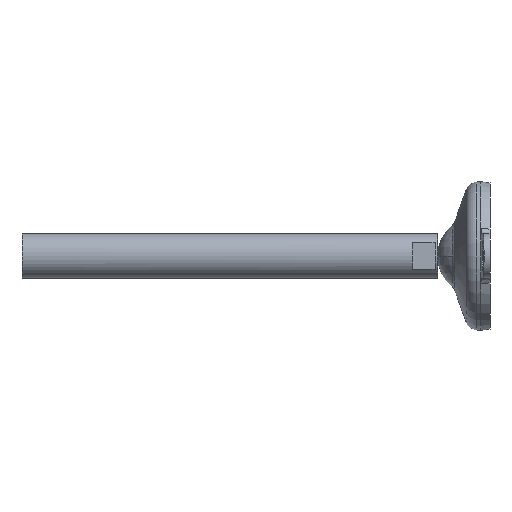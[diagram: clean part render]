
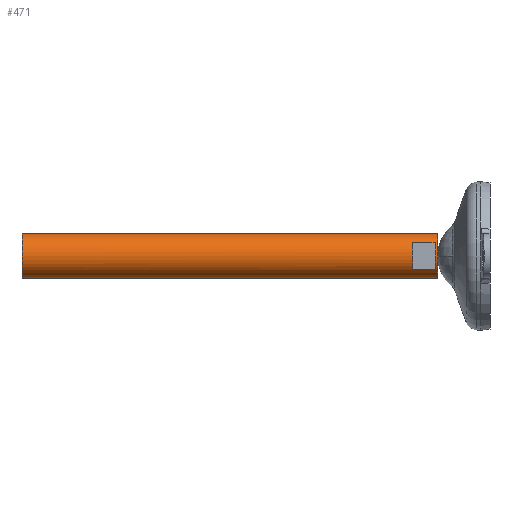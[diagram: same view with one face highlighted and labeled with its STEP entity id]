
A CAD part, left-side view. The second image highlights one B-rep face of the part: STEP entity #471.
In plain terms, the highlighted cylindrical face has radius 15 mm (diameter 30 mm), a partial arc.
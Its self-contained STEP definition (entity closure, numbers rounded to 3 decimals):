
#7 = ORIENTED_EDGE ( 'NONE', *, *, #638, .T. ) ;
#17 = CIRCLE ( 'NONE', #893, 15. ) ;
#25 = CARTESIAN_POINT ( 'NONE',  ( -12., 52., -9. ) ) ;
#71 = CIRCLE ( 'NONE', #934, 15. ) ;
#97 = ORIENTED_EDGE ( 'NONE', *, *, #642, .T. ) ;
#111 = DIRECTION ( 'NONE',  ( 0., 1., 0. ) ) ;
#118 = EDGE_CURVE ( 'NONE', #532, #820, #71, .T. ) ;
#142 = VECTOR ( 'NONE', #927, 1000. ) ;
#189 = CARTESIAN_POINT ( 'NONE',  ( 0., 0., -15. ) ) ;
#207 = CARTESIAN_POINT ( 'NONE',  ( -12., 0., 9. ) ) ;
#229 = VERTEX_POINT ( 'NONE', #579 ) ;
#285 = AXIS2_PLACEMENT_3D ( 'NONE', #1383, #1391, #1008 ) ;
#306 = ORIENTED_EDGE ( 'NONE', *, *, #118, .T. ) ;
#308 = VECTOR ( 'NONE', #896, 1000. ) ;
#327 = ORIENTED_EDGE ( 'NONE', *, *, #1249, .T. ) ;
#332 = DIRECTION ( 'NONE',  ( 0., 0., -1. ) ) ;
#335 = CIRCLE ( 'NONE', #285, 15. ) ;
#364 = CARTESIAN_POINT ( 'NONE',  ( 0., 35.5, 15. ) ) ;
#365 = VECTOR ( 'NONE', #111, 1000. ) ;
#374 = EDGE_LOOP ( 'NONE', ( #879, #7, #97, #392 ) ) ;
#375 = DIRECTION ( 'NONE',  ( 0., -1., 0. ) ) ;
#392 = ORIENTED_EDGE ( 'NONE', *, *, #920, .F. ) ;
#406 = VERTEX_POINT ( 'NONE', #1446 ) ;
#432 = CARTESIAN_POINT ( 'NONE',  ( -12., 37., 9. ) ) ;
#463 = CARTESIAN_POINT ( 'NONE',  ( 0., 52., 0. ) ) ;
#471 = ADVANCED_FACE ( 'NONE', ( #530, #1001 ), #521, .T. ) ;
#475 = LINE ( 'NONE', #832, #365 ) ;
#483 = VECTOR ( 'NONE', #679, 1000. ) ;
#521 = CYLINDRICAL_SURFACE ( 'NONE', #1507, 15. ) ;
#530 = FACE_OUTER_BOUND ( 'NONE', #374, .T. ) ;
#532 = VERTEX_POINT ( 'NONE', #25 ) ;
#539 = AXIS2_PLACEMENT_3D ( 'NONE', #1203, #375, #727 ) ;
#579 = CARTESIAN_POINT ( 'NONE',  ( -12., 37., -9. ) ) ;
#636 = CARTESIAN_POINT ( 'NONE',  ( 0., 35.5, -15. ) ) ;
#638 = EDGE_CURVE ( 'NONE', #1231, #406, #335, .T. ) ;
#642 = EDGE_CURVE ( 'NONE', #406, #1207, #1125, .T. ) ;
#679 = DIRECTION ( 'NONE',  ( 0., -1., 0. ) ) ;
#689 = VERTEX_POINT ( 'NONE', #432 ) ;
#703 = DIRECTION ( 'NONE',  ( 0., 0., -1. ) ) ;
#727 = DIRECTION ( 'NONE',  ( 0., 0., -1. ) ) ;
#735 = EDGE_CURVE ( 'NONE', #1231, #1047, #1300, .T. ) ;
#820 = VERTEX_POINT ( 'NONE', #940 ) ;
#821 = CARTESIAN_POINT ( 'NONE',  ( 0., 37., 0. ) ) ;
#832 = CARTESIAN_POINT ( 'NONE',  ( -12., 0., -9. ) ) ;
#879 = ORIENTED_EDGE ( 'NONE', *, *, #735, .F. ) ;
#893 = AXIS2_PLACEMENT_3D ( 'NONE', #821, #1055, #703 ) ;
#896 = DIRECTION ( 'NONE',  ( 0., -1., 0. ) ) ;
#920 = EDGE_CURVE ( 'NONE', #1047, #1207, #1012, .T. ) ;
#921 = ORIENTED_EDGE ( 'NONE', *, *, #1401, .T. ) ;
#927 = DIRECTION ( 'NONE',  ( 0., -1., 0. ) ) ;
#933 = DIRECTION ( 'NONE',  ( 0., 1., 0. ) ) ;
#934 = AXIS2_PLACEMENT_3D ( 'NONE', #463, #933, #1402 ) ;
#940 = CARTESIAN_POINT ( 'NONE',  ( -12., 52., 9. ) ) ;
#994 = DIRECTION ( 'NONE',  ( 0., -1., 0. ) ) ;
#1001 = FACE_BOUND ( 'NONE', #1354, .T. ) ;
#1008 = DIRECTION ( 'NONE',  ( 0., 0., -1. ) ) ;
#1012 = CIRCLE ( 'NONE', #539, 15. ) ;
#1047 = VERTEX_POINT ( 'NONE', #364 ) ;
#1055 = DIRECTION ( 'NONE',  ( 0., -1., 0. ) ) ;
#1068 = CARTESIAN_POINT ( 'NONE',  ( 0., 0., 15. ) ) ;
#1125 = LINE ( 'NONE', #189, #308 ) ;
#1146 = CARTESIAN_POINT ( 'NONE',  ( 0., 315., 15. ) ) ;
#1151 = LINE ( 'NONE', #207, #142 ) ;
#1203 = CARTESIAN_POINT ( 'NONE',  ( 0., 35.5, 0. ) ) ;
#1207 = VERTEX_POINT ( 'NONE', #636 ) ;
#1231 = VERTEX_POINT ( 'NONE', #1146 ) ;
#1249 = EDGE_CURVE ( 'NONE', #820, #689, #1151, .T. ) ;
#1300 = LINE ( 'NONE', #1068, #483 ) ;
#1323 = ORIENTED_EDGE ( 'NONE', *, *, #1366, .T. ) ;
#1354 = EDGE_LOOP ( 'NONE', ( #921, #306, #327, #1323 ) ) ;
#1366 = EDGE_CURVE ( 'NONE', #689, #229, #17, .T. ) ;
#1383 = CARTESIAN_POINT ( 'NONE',  ( 0., 315., 0. ) ) ;
#1391 = DIRECTION ( 'NONE',  ( 0., -1., 0. ) ) ;
#1401 = EDGE_CURVE ( 'NONE', #229, #532, #475, .T. ) ;
#1402 = DIRECTION ( 'NONE',  ( 0., 0., 1. ) ) ;
#1446 = CARTESIAN_POINT ( 'NONE',  ( 0., 315., -15. ) ) ;
#1480 = CARTESIAN_POINT ( 'NONE',  ( 0., 0., 0. ) ) ;
#1507 = AXIS2_PLACEMENT_3D ( 'NONE', #1480, #994, #332 ) ;
